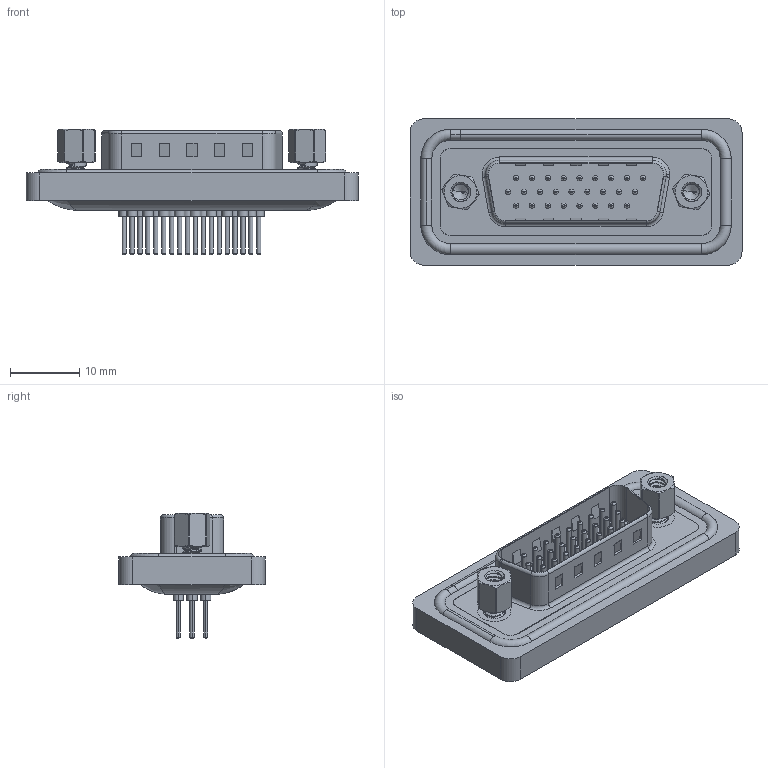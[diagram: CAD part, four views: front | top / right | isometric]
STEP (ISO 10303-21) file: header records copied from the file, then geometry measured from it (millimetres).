
FILE_DESCRIPTION (( 'STEP AP203' ), '1' );
FILE_NAME ('637-W26-321-012.STEP', '2024-04-12T19:54:05', ( '' ), ( '' ), 'SwSTEP 2.0', 'SolidWorks 2023', '' );
FILE_SCHEMA (( 'CONFIG_CONTROL_DESIGN' ));
Length unit declared in the file: millimetre
Products named in the file (9): 637W Shell_26 Contacts; 637W Housing_26 Contacts; 637W Waterproof Housing_26 Contacts; 637-W26-321-012; 637W Contact Row 2_21; 637W Contact Row 1_21; 637W 4-40 Threaded Rivet; 637W Contact Row 3_21; 637W 4-40 Hex Standoff
Assembly tree (33 placements, depth 2):
  637-W26-321-012
    637W Housing_26 Contacts
    637W Shell_26 Contacts
    637W Contact Row 1_21  x9
    637W Contact Row 2_21  x9
    637W Contact Row 3_21  x8
    637W Waterproof Housing_26 Contacts
    637W 4-40 Threaded Rivet  x2
    637W 4-40 Hex Standoff  x2
Bounding box: 47.89 x 21.1 x 18.1 mm (x, y, z)
Volume: 4881.8 mm3; surface area: 8774.1 mm2
Topology: 34 solids, 34 shells, 1498 faces, 3332 edges, 2043 vertices
Faces by surface type: cylinder 632, torus 459, plane 355, cone 30, bspline 22
Entity records: 27643 total; most frequent: CARTESIAN_POINT 8037, DIRECTION 4027, ORIENTED_EDGE 3564, EDGE_CURVE 1782, AXIS2_PLACEMENT_3D 1632, VERTEX_POINT 1142, EDGE_LOOP 944, CIRCLE 875
